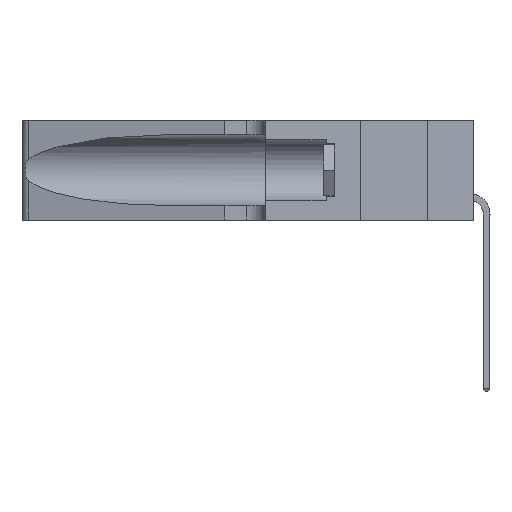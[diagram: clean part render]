
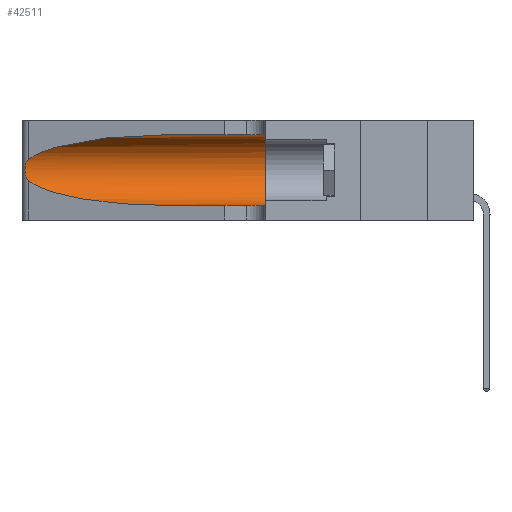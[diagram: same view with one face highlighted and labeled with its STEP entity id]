
A CAD part, left-side view. The second image highlights one B-rep face of the part: STEP entity #42511.
In plain terms, the highlighted cylindrical face has radius 3.308 mm (diameter 6.617 mm), a partial arc.
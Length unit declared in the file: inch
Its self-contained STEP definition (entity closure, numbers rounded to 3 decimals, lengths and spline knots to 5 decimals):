
#1902 = CARTESIAN_POINT ( 'NONE',  ( 0.25487, 1.22718, 0.22369 ) ) ;
#2793 = VERTEX_POINT ( 'NONE', #25122 ) ;
#3491 = CARTESIAN_POINT ( 'NONE',  ( 0.25487, 1.22718, 0.22369 ) ) ;
#3947 = CARTESIAN_POINT ( 'NONE',  ( 0.1305, 1.61858, 0.185 ) ) ;
#4091 = DIRECTION ( 'NONE',  ( 0., 0., -1. ) ) ;
#4323 = VECTOR ( 'NONE', #31305, 39.37008 ) ;
#7135 = CARTESIAN_POINT ( 'NONE',  ( 0.25787, 1.23484, 0.2124 ) ) ;
#9513 = ORIENTED_EDGE ( 'NONE', *, *, #23004, .T. ) ;
#10298 = CARTESIAN_POINT ( 'NONE',  ( 0.1305, 0.35, 0.05475 ) ) ;
#10545 = CARTESIAN_POINT ( 'NONE',  ( 0.25789, 1.23486, 0.15765 ) ) ;
#11127 = CARTESIAN_POINT ( 'NONE',  ( 0.26017, 1.23833, 0.17102 ) ) ;
#11130 = EDGE_CURVE ( 'NONE', #13229, #29547, #14629, .T. ) ;
#11478 =( BOUNDED_CURVE ( )  B_SPLINE_CURVE ( 3, ( #39354, #12188, #28867, #29013 ),
 .UNSPECIFIED., .F., .F. ) 
 B_SPLINE_CURVE_WITH_KNOTS ( ( 4, 4 ),
 ( 1.5708, 2.84003 ),
 .UNSPECIFIED. ) 
 CURVE ( )  GEOMETRIC_REPRESENTATION_ITEM ( )  RATIONAL_B_SPLINE_CURVE ( ( 1., 0.87, 0.87, 1. ) ) 
 REPRESENTATION_ITEM ( '' )  );
#12167 = CARTESIAN_POINT ( 'NONE',  ( 0.2373, 1.15595, 0.08982 ) ) ;
#12179 = ORIENTED_EDGE ( 'NONE', *, *, #30506, .F. ) ;
#12188 = CARTESIAN_POINT ( 'NONE',  ( 0.18966, 0.96281, 0.31525 ) ) ;
#13229 = VERTEX_POINT ( 'NONE', #35529 ) ;
#14092 = ORIENTED_EDGE ( 'NONE', *, *, #20450, .F. ) ;
#14186 = DIRECTION ( 'NONE',  ( 0., -1., 0. ) ) ;
#14629 = LINE ( 'NONE', #37568, #4323 ) ;
#15431 = CYLINDRICAL_SURFACE ( 'NONE', #41251, 0.13025 ) ;
#15944 = CARTESIAN_POINT ( 'NONE',  ( 0.18966, 0.96281, 0.05475 ) ) ;
#16033 = CARTESIAN_POINT ( 'NONE',  ( 0.1305, 1.61858, 0.31525 ) ) ;
#17323 = CARTESIAN_POINT ( 'NONE',  ( 0.25555, 1.22994, 0.2215 ) ) ;
#17628 = CARTESIAN_POINT ( 'NONE',  ( 0.25856, 1.23593, 0.16098 ) ) ;
#17769 = CARTESIAN_POINT ( 'NONE',  ( 0.25555, 1.22993, 0.14849 ) ) ;
#18777 = CARTESIAN_POINT ( 'NONE',  ( 0.1305, 0.72297, 0.05475 ) ) ;
#20450 = EDGE_CURVE ( 'NONE', #20939, #29547, #38593, .T. ) ;
#20724 = CARTESIAN_POINT ( 'NONE',  ( 0.25639, 1.23184, 0.21858 ) ) ;
#20939 = VERTEX_POINT ( 'NONE', #42899 ) ;
#21045 = CARTESIAN_POINT ( 'NONE',  ( 0.25487, 1.22718, 0.14631 ) ) ;
#21190 = CARTESIAN_POINT ( 'NONE',  ( 0.25639, 1.23186, 0.15144 ) ) ;
#23004 = EDGE_CURVE ( 'NONE', #2793, #13229, #25532, .T. ) ;
#23013 = DIRECTION ( 'NONE',  ( 0., 1., 0. ) ) ;
#23123 = AXIS2_PLACEMENT_3D ( 'NONE', #33566, #23013, #38503 ) ;
#23438 = FACE_OUTER_BOUND ( 'NONE', #28393, .T. ) ;
#24371 = EDGE_CURVE ( 'NONE', #34033, #2793, #37290, .T. ) ;
#25122 = CARTESIAN_POINT ( 'NONE',  ( 0.25487, 1.22718, 0.14631 ) ) ;
#25532 =( BOUNDED_CURVE ( )  B_SPLINE_CURVE ( 3, ( #39780, #12167, #15944, #18777 ),
 .UNSPECIFIED., .F., .F. ) 
 B_SPLINE_CURVE_WITH_KNOTS ( ( 4, 4 ),
 ( 3.44316, 4.71239 ),
 .UNSPECIFIED. ) 
 CURVE ( )  GEOMETRIC_REPRESENTATION_ITEM ( )  RATIONAL_B_SPLINE_CURVE ( ( 1., 0.87, 0.87, 1. ) ) 
 REPRESENTATION_ITEM ( '' )  );
#28168 = VECTOR ( 'NONE', #28569, 39.37008 ) ;
#28393 = EDGE_LOOP ( 'NONE', ( #42098, #29365, #9513, #32008, #14092, #12179 ) ) ;
#28569 = DIRECTION ( 'NONE',  ( 0., -1., 0. ) ) ;
#28867 = CARTESIAN_POINT ( 'NONE',  ( 0.2373, 1.15595, 0.28018 ) ) ;
#29013 = CARTESIAN_POINT ( 'NONE',  ( 0.25487, 1.22718, 0.22369 ) ) ;
#29218 = VERTEX_POINT ( 'NONE', #39665 ) ;
#29365 = ORIENTED_EDGE ( 'NONE', *, *, #24371, .T. ) ;
#29547 = VERTEX_POINT ( 'NONE', #10298 ) ;
#30506 = EDGE_CURVE ( 'NONE', #29218, #20939, #37227, .T. ) ;
#31305 = DIRECTION ( 'NONE',  ( 0., -1., 0. ) ) ;
#31738 = EDGE_CURVE ( 'NONE', #29218, #34033, #11478, .T. ) ;
#32008 = ORIENTED_EDGE ( 'NONE', *, *, #11130, .T. ) ;
#33566 = CARTESIAN_POINT ( 'NONE',  ( 0.1305, 0.35, 0.185 ) ) ;
#34033 = VERTEX_POINT ( 'NONE', #1902 ) ;
#35098 = CARTESIAN_POINT ( 'NONE',  ( 0.26075, 1.23896, 0.178 ) ) ;
#35529 = CARTESIAN_POINT ( 'NONE',  ( 0.1305, 0.72297, 0.05475 ) ) ;
#37227 = LINE ( 'NONE', #16033, #28168 ) ;
#37290 = B_SPLINE_CURVE_WITH_KNOTS ( 'NONE', 3,
 ( #3491, #17323, #20724, #7135, #41904, #38255, #41605, #35098, #11127, #17628, #10545, #21190, #17769, #21045 ),
 .UNSPECIFIED., .F., .F.,
 ( 4, 2, 2, 2, 2, 2, 4 ),
 ( 0., 0.00027, 0.00053, 0.00107, 0.0016, 0.00187, 0.00214 ),
 .UNSPECIFIED. ) ;
#37568 = CARTESIAN_POINT ( 'NONE',  ( 0.1305, 1.61858, 0.05475 ) ) ;
#38255 = CARTESIAN_POINT ( 'NONE',  ( 0.26018, 1.23835, 0.19895 ) ) ;
#38503 = DIRECTION ( 'NONE',  ( 0., 0., 1. ) ) ;
#38593 = CIRCLE ( 'NONE', #23123, 0.13025 ) ;
#39354 = CARTESIAN_POINT ( 'NONE',  ( 0.1305, 0.72297, 0.31525 ) ) ;
#39665 = CARTESIAN_POINT ( 'NONE',  ( 0.1305, 0.72297, 0.31525 ) ) ;
#39780 = CARTESIAN_POINT ( 'NONE',  ( 0.25487, 1.22718, 0.14631 ) ) ;
#41251 = AXIS2_PLACEMENT_3D ( 'NONE', #3947, #14186, #4091 ) ;
#41605 = CARTESIAN_POINT ( 'NONE',  ( 0.26075, 1.23896, 0.19203 ) ) ;
#41904 = CARTESIAN_POINT ( 'NONE',  ( 0.25854, 1.2359, 0.20912 ) ) ;
#42098 = ORIENTED_EDGE ( 'NONE', *, *, #31738, .T. ) ;
#42511 = ADVANCED_FACE ( 'NONE', ( #23438 ), #15431, .F. ) ;
#42899 = CARTESIAN_POINT ( 'NONE',  ( 0.1305, 0.35, 0.31525 ) ) ;
